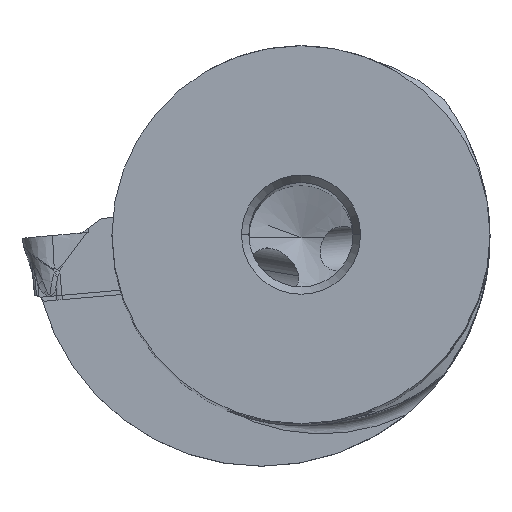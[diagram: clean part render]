
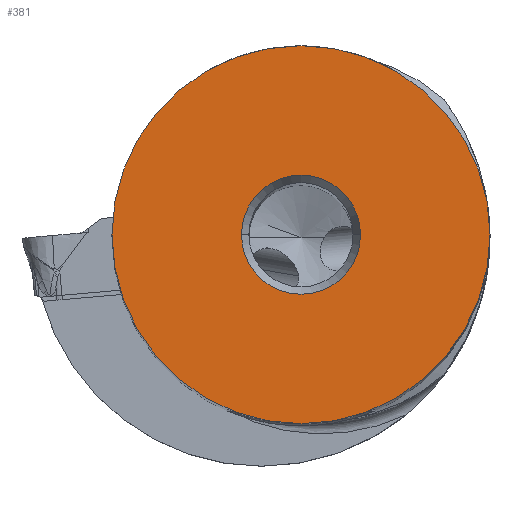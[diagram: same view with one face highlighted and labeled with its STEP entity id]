
A CAD part, top view. The second image highlights one B-rep face of the part: STEP entity #381.
In plain terms, the highlighted planar face has unit normal (0, 0, 1).
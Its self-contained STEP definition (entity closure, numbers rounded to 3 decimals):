
#47=FACE_BOUND('',#824,.T.);
#48=FACE_BOUND('',#825,.T.);
#203=PLANE('',#4037);
#381=ADVANCED_FACE('',(#47,#48),#203,.T.);
#824=EDGE_LOOP('',(#1835,#1836));
#825=EDGE_LOOP('',(#1837,#1838));
#1835=ORIENTED_EDGE('',*,*,#2870,.F.);
#1836=ORIENTED_EDGE('',*,*,#2875,.F.);
#1837=ORIENTED_EDGE('',*,*,#2876,.F.);
#1838=ORIENTED_EDGE('',*,*,#2877,.F.);
#2329=VERTEX_POINT('',#11714);
#2330=VERTEX_POINT('',#11716);
#2335=VERTEX_POINT('',#11729);
#2336=VERTEX_POINT('',#11730);
#2870=EDGE_CURVE('',#2330,#2329,#3352,.T.);
#2875=EDGE_CURVE('',#2329,#2330,#3353,.T.);
#2876=EDGE_CURVE('',#2335,#2336,#3354,.T.);
#2877=EDGE_CURVE('',#2336,#2335,#3355,.T.);
#3352=CIRCLE('',#4030,12.7);
#3353=CIRCLE('',#4034,12.7);
#3354=CIRCLE('',#4035,4.);
#3355=CIRCLE('',#4036,4.);
#4030=AXIS2_PLACEMENT_3D('',#11717,#4645,#4646);
#4034=AXIS2_PLACEMENT_3D('',#11727,#4655,#4656);
#4035=AXIS2_PLACEMENT_3D('',#11728,#4657,#4658);
#4036=AXIS2_PLACEMENT_3D('',#11731,#4659,#4660);
#4037=AXIS2_PLACEMENT_3D('',#11732,#4661,#4662);
#4645=DIRECTION('',(0.,0.,-1.));
#4646=DIRECTION('',(-1.,0.,0.));
#4655=DIRECTION('',(0.,0.,-1.));
#4656=DIRECTION('',(1.,0.,0.));
#4657=DIRECTION('',(0.,0.,1.));
#4658=DIRECTION('',(-1.,0.,0.));
#4659=DIRECTION('',(0.,0.,1.));
#4660=DIRECTION('',(1.,0.,0.));
#4661=DIRECTION('',(0.,0.,1.));
#4662=DIRECTION('',(-1.,0.,0.));
#11714=CARTESIAN_POINT('',(12.7,0.,0.));
#11716=CARTESIAN_POINT('',(-12.7,0.,0.));
#11717=CARTESIAN_POINT('',(0.,0.,0.));
#11727=CARTESIAN_POINT('',(0.,0.,0.));
#11728=CARTESIAN_POINT('',(0.,0.,0.));
#11729=CARTESIAN_POINT('',(-4.,0.,0.));
#11730=CARTESIAN_POINT('',(4.,0.,0.));
#11731=CARTESIAN_POINT('',(0.,0.,0.));
#11732=CARTESIAN_POINT('',(0.,0.,0.));
